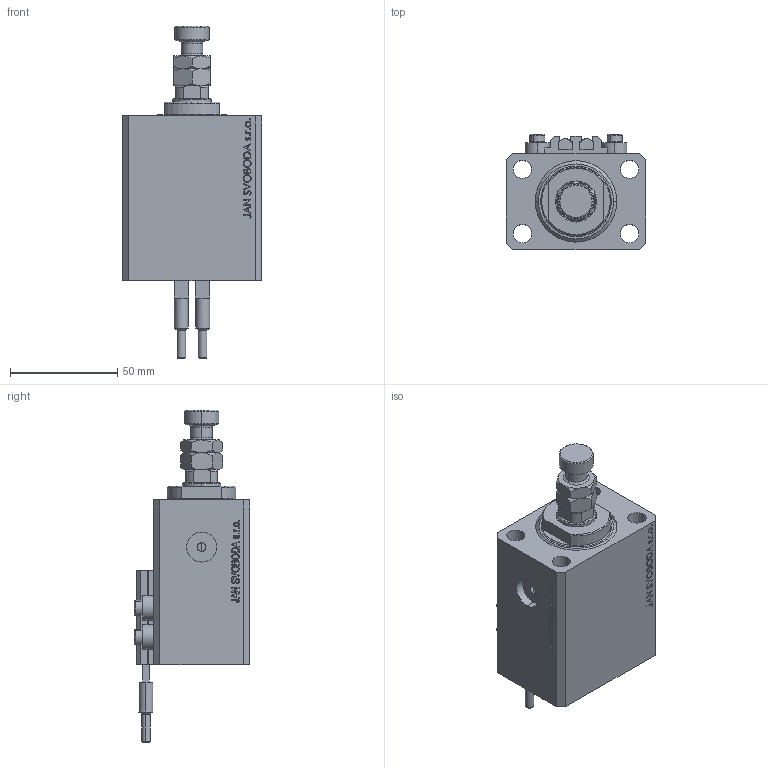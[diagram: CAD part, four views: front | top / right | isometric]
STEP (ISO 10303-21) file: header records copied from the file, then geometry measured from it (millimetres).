
FILE_DESCRIPTION (( 'STEP AP203' ), '1' );
FILE_NAME ('ce26.STEP', '2024-11-02T20:10:18', ( '' ), ( '' ), 'SwSTEP 2.0', 'SolidWorks 2019', '' );
FILE_SCHEMA (( 'CONFIG_CONTROL_DESIGN' ));
Length unit declared in the file: millimetre
Products named in the file (7): ce26; ALLEN BOLT V250CE a1a5f61a190dd347b9d86ffe8c8a84dd; V250CE_VC_C a1a5f61a190dd347b9d86ffe8c8a84dd; SWITCH_V250CE a1a5f61a190dd347b9d86ffe8c8a84dd; MFA a1a5f61a190dd347b9d86ffe8c8a84dd; V250CE_C_VCP a1a5f61a190dd347b9d86ffe8c8a84dd; V250CE_C_Body a1a5f61a190dd347b9d86ffe8c8a84dd
Assembly tree (10 placements, depth 2):
  ce26
    V250CE_C_Body a1a5f61a190dd347b9d86ffe8c8a84dd
    ALLEN BOLT V250CE a1a5f61a190dd347b9d86ffe8c8a84dd  x4
    V250CE_C_VCP a1a5f61a190dd347b9d86ffe8c8a84dd
    V250CE_VC_C a1a5f61a190dd347b9d86ffe8c8a84dd
    MFA a1a5f61a190dd347b9d86ffe8c8a84dd
    SWITCH_V250CE a1a5f61a190dd347b9d86ffe8c8a84dd  x2
Bounding box: 65 x 54 x 155 mm (x, y, z)
Volume: 220499.6 mm3; surface area: 62495 mm2
Topology: 11 solids, 11 shells, 1146 faces, 2834 edges, 1829 vertices
Faces by surface type: plane 552, bspline 374, cylinder 108, cone 90, torus 22
Entity records: 49938 total; most frequent: CARTESIAN_POINT 26583, ORIENTED_EDGE 5250, DIRECTION 3405, EDGE_CURVE 2625, VERTEX_POINT 1715, LINE 1543, VECTOR 1543, EDGE_LOOP 1172
